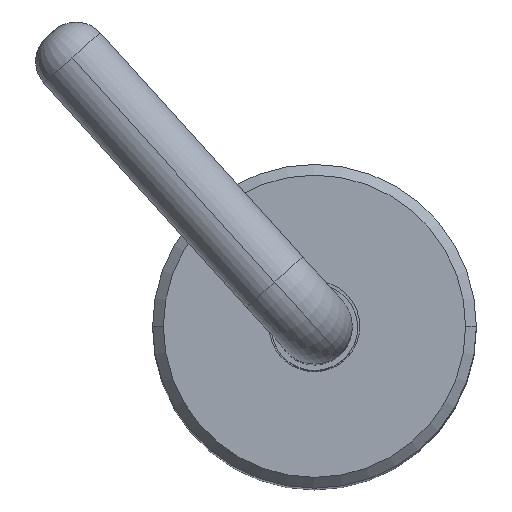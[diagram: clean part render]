
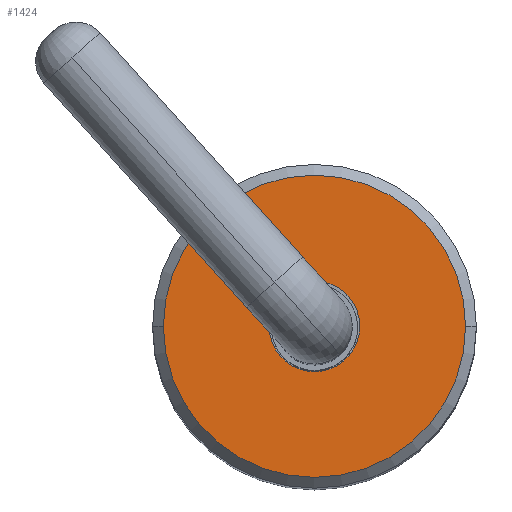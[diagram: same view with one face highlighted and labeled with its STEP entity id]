
A CAD part, top view. The second image highlights one B-rep face of the part: STEP entity #1424.
In plain terms, the highlighted planar face has unit normal (0, 0, 1).
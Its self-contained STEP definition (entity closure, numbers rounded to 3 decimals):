
#38 = VERTEX_POINT ( 'NONE', #207 ) ;
#45 = DIRECTION ( 'NONE',  ( 0., 0., 1. ) ) ;
#49 = DIRECTION ( 'NONE',  ( 0., 0., 1. ) ) ;
#79 = CARTESIAN_POINT ( 'NONE',  ( 0., 0., 49.5 ) ) ;
#150 = AXIS2_PLACEMENT_3D ( 'NONE', #79, #914, #194 ) ;
#160 = AXIS2_PLACEMENT_3D ( 'NONE', #759, #49, #876 ) ;
#194 = DIRECTION ( 'NONE',  ( 1., 0., 0. ) ) ;
#207 = CARTESIAN_POINT ( 'NONE',  ( -2.1, 0., 49.5 ) ) ;
#262 = CIRCLE ( 'NONE', #160, 7. ) ;
#267 = EDGE_CURVE ( 'NONE', #38, #721, #552, .T. ) ;
#271 = EDGE_LOOP ( 'NONE', ( #299, #1089 ) ) ;
#299 = ORIENTED_EDGE ( 'NONE', *, *, #537, .T. ) ;
#309 = EDGE_CURVE ( 'NONE', #340, #1059, #262, .T. ) ;
#340 = VERTEX_POINT ( 'NONE', #882 ) ;
#388 = EDGE_LOOP ( 'NONE', ( #513, #1466 ) ) ;
#418 = CARTESIAN_POINT ( 'NONE',  ( -7., 0., 49.5 ) ) ;
#448 = FACE_BOUND ( 'NONE', #388, .T. ) ;
#497 = CARTESIAN_POINT ( 'NONE',  ( 0., 0., 49.5 ) ) ;
#513 = ORIENTED_EDGE ( 'NONE', *, *, #267, .F. ) ;
#537 = EDGE_CURVE ( 'NONE', #1059, #340, #1384, .T. ) ;
#552 = CIRCLE ( 'NONE', #892, 2.1 ) ;
#579 = CIRCLE ( 'NONE', #1064, 2.1 ) ;
#619 = DIRECTION ( 'NONE',  ( 1., 0., 0. ) ) ;
#676 = DIRECTION ( 'NONE',  ( 0., 0., 1. ) ) ;
#721 = VERTEX_POINT ( 'NONE', #820 ) ;
#752 = CARTESIAN_POINT ( 'NONE',  ( 0., 0., 49.5 ) ) ;
#759 = CARTESIAN_POINT ( 'NONE',  ( 0., 0., 49.5 ) ) ;
#820 = CARTESIAN_POINT ( 'NONE',  ( 2.1, 0., 49.5 ) ) ;
#873 = DIRECTION ( 'NONE',  ( 1., 0., 0. ) ) ;
#876 = DIRECTION ( 'NONE',  ( 1., 0., 0. ) ) ;
#877 = EDGE_CURVE ( 'NONE', #721, #38, #579, .T. ) ;
#882 = CARTESIAN_POINT ( 'NONE',  ( 7., 0., 49.5 ) ) ;
#892 = AXIS2_PLACEMENT_3D ( 'NONE', #752, #45, #873 ) ;
#914 = DIRECTION ( 'NONE',  ( 0., 0., 1. ) ) ;
#915 = DIRECTION ( 'NONE',  ( 1., 0., 0. ) ) ;
#917 = AXIS2_PLACEMENT_3D ( 'NONE', #1506, #676, #915 ) ;
#1030 = PLANE ( 'NONE',  #917 ) ;
#1054 = FACE_OUTER_BOUND ( 'NONE', #271, .T. ) ;
#1059 = VERTEX_POINT ( 'NONE', #418 ) ;
#1064 = AXIS2_PLACEMENT_3D ( 'NONE', #497, #1335, #619 ) ;
#1089 = ORIENTED_EDGE ( 'NONE', *, *, #309, .T. ) ;
#1335 = DIRECTION ( 'NONE',  ( 0., 0., 1. ) ) ;
#1384 = CIRCLE ( 'NONE', #150, 7. ) ;
#1424 = ADVANCED_FACE ( 'NONE', ( #1054, #448 ), #1030, .T. ) ;
#1466 = ORIENTED_EDGE ( 'NONE', *, *, #877, .F. ) ;
#1506 = CARTESIAN_POINT ( 'NONE',  ( 0., 0., 49.5 ) ) ;
